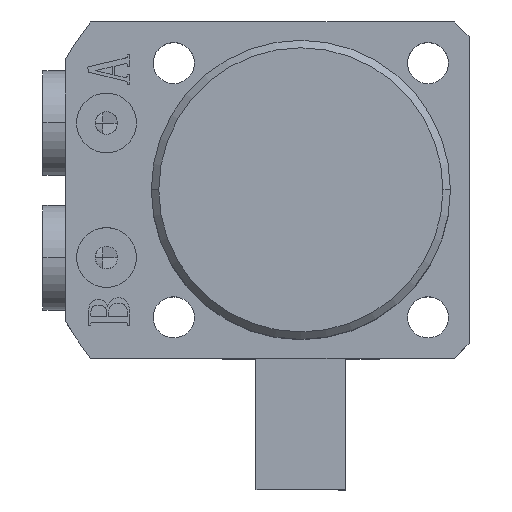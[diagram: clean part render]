
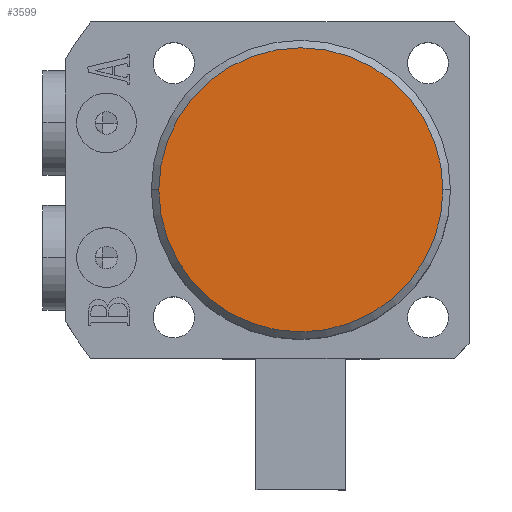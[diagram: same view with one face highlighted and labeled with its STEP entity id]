
A CAD part, top view. The second image highlights one B-rep face of the part: STEP entity #3599.
In plain terms, the highlighted planar face has unit normal (0, 0, 1).
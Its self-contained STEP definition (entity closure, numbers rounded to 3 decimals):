
#147 = AXIS2_PLACEMENT_3D ( 'NONE', #883, #862, #861 ) ;
#313 = AXIS2_PLACEMENT_3D ( 'NONE', #3855, #3856, #3857 ) ;
#474 = AXIS2_PLACEMENT_3D ( 'NONE', #5270, #5271, #5272 ) ;
#861 = DIRECTION ( 'NONE',  ( 1., 0., 0. ) ) ;
#862 = DIRECTION ( 'NONE',  ( 0., 0., 1. ) ) ;
#870 = PLANE ( 'NONE',  #147 ) ;
#883 = CARTESIAN_POINT ( 'NONE',  ( 0., 0., 54. ) ) ;
#1996 = FACE_OUTER_BOUND ( 'NONE', #9173, .T. ) ;
#2347 = CIRCLE ( 'NONE', #313, 19. ) ;
#3097 = CIRCLE ( 'NONE', #474, 19. ) ;
#3599 = ADVANCED_FACE ( 'NONE', ( #1996 ), #870, .T. ) ;
#3855 = CARTESIAN_POINT ( 'NONE',  ( 0., 0., 54. ) ) ;
#3856 = DIRECTION ( 'NONE',  ( 0., 0., 1. ) ) ;
#3857 = DIRECTION ( 'NONE',  ( 1., 0., 0. ) ) ;
#3965 = CARTESIAN_POINT ( 'NONE',  ( -19., 0., 54. ) ) ;
#4003 = CARTESIAN_POINT ( 'NONE',  ( 19., 0., 54. ) ) ;
#5270 = CARTESIAN_POINT ( 'NONE',  ( 0., 0., 54. ) ) ;
#5271 = DIRECTION ( 'NONE',  ( 0., 0., 1. ) ) ;
#5272 = DIRECTION ( 'NONE',  ( 1., 0., 0. ) ) ;
#6999 = ORIENTED_EDGE ( 'NONE', *, *, #8085, .T. ) ;
#7000 = ORIENTED_EDGE ( 'NONE', *, *, #8818, .T. ) ;
#8085 = EDGE_CURVE ( 'NONE', #8162, #8196, #2347, .T. ) ;
#8162 = VERTEX_POINT ( 'NONE', #3965 ) ;
#8196 = VERTEX_POINT ( 'NONE', #4003 ) ;
#8818 = EDGE_CURVE ( 'NONE', #8196, #8162, #3097, .T. ) ;
#9173 = EDGE_LOOP ( 'NONE', ( #6999, #7000 ) ) ;
